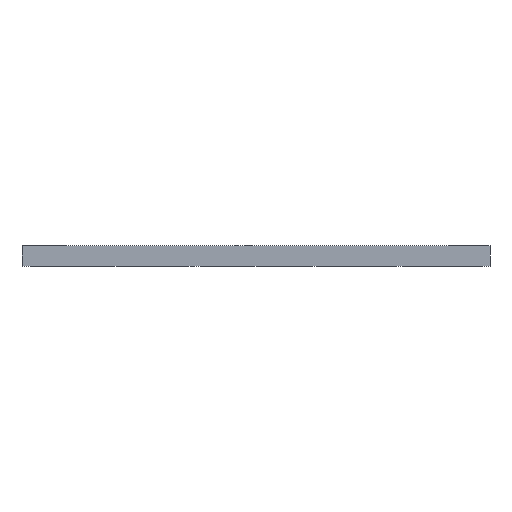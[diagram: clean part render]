
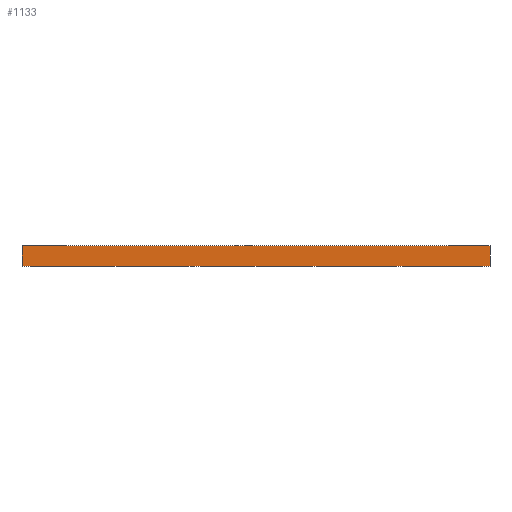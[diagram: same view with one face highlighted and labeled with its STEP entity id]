
A CAD part, front view. The second image highlights one B-rep face of the part: STEP entity #1133.
In plain terms, the highlighted planar face has unit normal (0, -1, 0).
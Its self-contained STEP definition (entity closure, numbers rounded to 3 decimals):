
#329=PLANE('',#4129);
#595=LINE('',#9299,#890);
#597=LINE('',#9340,#892);
#608=LINE('',#9380,#903);
#890=VECTOR('',#4680,1.);
#892=VECTOR('',#4684,1.);
#903=VECTOR('',#4697,1.);
#1133=ADVANCED_FACE('',(#1416),#329,.F.);
#1416=FACE_OUTER_BOUND('',#1676,.T.);
#1676=EDGE_LOOP('',(#2662,#2663,#2664,#2665));
#2662=ORIENTED_EDGE('',*,*,#3682,.T.);
#2663=ORIENTED_EDGE('',*,*,#3663,.T.);
#2664=ORIENTED_EDGE('',*,*,#3697,.F.);
#2665=ORIENTED_EDGE('',*,*,#3659,.F.);
#3157=VERTEX_POINT('',#9297);
#3159=VERTEX_POINT('',#9300);
#3160=VERTEX_POINT('',#9339);
#3161=VERTEX_POINT('',#9341);
#3659=EDGE_CURVE('',#3157,#3159,#595,.T.);
#3663=EDGE_CURVE('',#3161,#3160,#597,.T.);
#3682=EDGE_CURVE('',#3157,#3161,#608,.T.);
#3697=EDGE_CURVE('',#3159,#3160,#3981,.T.);
#3981=B_SPLINE_CURVE_WITH_KNOTS('',3,(#10089,#10090,#10091,#10092,#10093,
#10094,#10095,#10096,#10097,#10098,#10099,#10100,#10101,#10102,#10103,#10104,
#10105,#10106,#10107,#10108,#10109,#10110,#10111),.UNSPECIFIED.,.F.,.F.,
(4,1,1,1,1,1,1,1,1,1,1,1,1,1,1,1,1,1,1,1,4),(0.,0.063,0.125,0.25,0.313,
0.375,0.406,0.414,0.422,0.438,0.5,0.563,0.578,0.586,0.594,
0.625,0.688,0.75,0.875,0.938,1.),.UNSPECIFIED.);
#4129=AXIS2_PLACEMENT_3D('',#11407,#4725,#4726);
#4680=DIRECTION('',(0.,0.,1.));
#4684=DIRECTION('',(0.,0.,1.));
#4697=DIRECTION('',(1.,0.,0.));
#4725=DIRECTION('',(0.,1.,0.));
#4726=DIRECTION('',(1.,0.,0.));
#9297=CARTESIAN_POINT('',(-2000.,0.,-35.));
#9299=CARTESIAN_POINT('',(-2000.,0.,0.));
#9300=CARTESIAN_POINT('',(-2000.,0.,0.));
#9339=CARTESIAN_POINT('',(-1200.,0.,0.));
#9340=CARTESIAN_POINT('',(-1200.,0.,0.));
#9341=CARTESIAN_POINT('',(-1200.,0.,-35.));
#9380=CARTESIAN_POINT('',(-2000.,0.,-35.));
#10089=CARTESIAN_POINT('',(-2000.,0.,0.));
#10090=CARTESIAN_POINT('',(-1983.339,0.,0.));
#10091=CARTESIAN_POINT('',(-1950.016,0.,0.));
#10092=CARTESIAN_POINT('',(-1883.37,0.,0.));
#10093=CARTESIAN_POINT('',(-1816.718,0.,0.));
#10094=CARTESIAN_POINT('',(-1750.053,0.,0.));
#10095=CARTESIAN_POINT('',(-1708.38,0.,0.));
#10096=CARTESIAN_POINT('',(-1681.288,0.,0.));
#10097=CARTESIAN_POINT('',(-1668.783,0.,0.));
#10098=CARTESIAN_POINT('',(-1660.446,0.,0.));
#10099=CARTESIAN_POINT('',(-1637.52,0.,0.));
#10100=CARTESIAN_POINT('',(-1600.,0.,0.));
#10101=CARTESIAN_POINT('',(-1562.481,0.,0.));
#10102=CARTESIAN_POINT('',(-1539.554,0.,0.));
#10103=CARTESIAN_POINT('',(-1531.217,0.,0.));
#10104=CARTESIAN_POINT('',(-1518.712,0.,0.));
#10105=CARTESIAN_POINT('',(-1491.62,0.,0.));
#10106=CARTESIAN_POINT('',(-1449.947,0.,0.));
#10107=CARTESIAN_POINT('',(-1383.282,0.,0.));
#10108=CARTESIAN_POINT('',(-1316.63,0.,0.));
#10109=CARTESIAN_POINT('',(-1249.984,0.,0.));
#10110=CARTESIAN_POINT('',(-1216.661,0.,0.));
#10111=CARTESIAN_POINT('',(-1200.,0.,0.));
#11407=CARTESIAN_POINT('',(-2000.,0.,0.));
